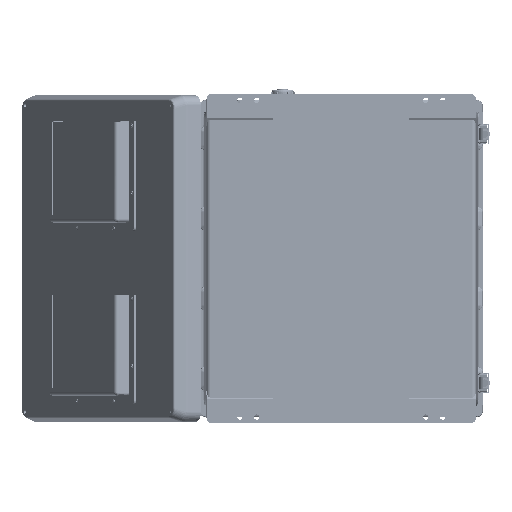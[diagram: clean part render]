
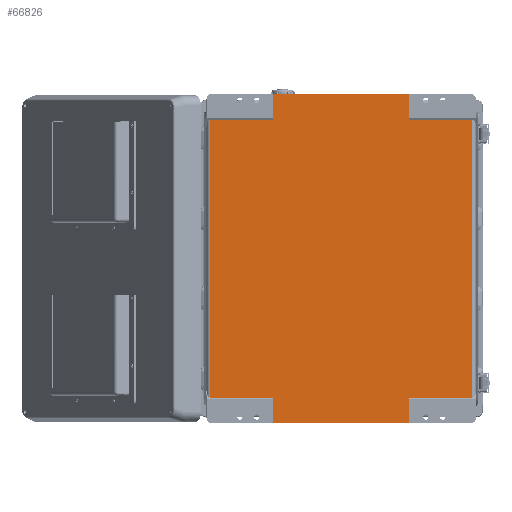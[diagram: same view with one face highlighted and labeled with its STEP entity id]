
A CAD part, front view. The second image highlights one B-rep face of the part: STEP entity #66826.
In plain terms, the highlighted planar face has unit normal (0, -1, 0).
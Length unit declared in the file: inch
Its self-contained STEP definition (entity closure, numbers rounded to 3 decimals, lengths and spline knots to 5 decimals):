
#5 = ORIENTED_EDGE ( 'NONE', *, *, #57294, .F. ) ;
#18010 = VERTEX_POINT ( 'NONE', #248624 ) ;
#19298 = VECTOR ( 'NONE', #241345, 39.37008 ) ;
#27736 = EDGE_CURVE ( 'NONE', #199812, #76591, #86993, .T. ) ;
#32199 = ORIENTED_EDGE ( 'NONE', *, *, #170591, .T. ) ;
#35896 = LINE ( 'NONE', #235534, #44879 ) ;
#39149 = DIRECTION ( 'NONE',  ( 0., 0., 1. ) ) ;
#39345 = VERTEX_POINT ( 'NONE', #184438 ) ;
#41009 = LINE ( 'NONE', #95853, #113516 ) ;
#41496 = ORIENTED_EDGE ( 'NONE', *, *, #233441, .F. ) ;
#44879 = VECTOR ( 'NONE', #197404, 39.37008 ) ;
#45711 = CARTESIAN_POINT ( 'NONE',  ( 7.73754, 0.05906, -1.51961 ) ) ;
#49918 = VERTEX_POINT ( 'NONE', #248446 ) ;
#51598 = ORIENTED_EDGE ( 'NONE', *, *, #64095, .T. ) ;
#52813 = CARTESIAN_POINT ( 'NONE',  ( -4.03163, 0.05906, -1.51961 ) ) ;
#54551 = ORIENTED_EDGE ( 'NONE', *, *, #86065, .T. ) ;
#55412 = CARTESIAN_POINT ( 'NONE',  ( -8.11811, 0.05906, -1.51961 ) ) ;
#57294 = EDGE_CURVE ( 'NONE', #76591, #39345, #161657, .T. ) ;
#60967 = CARTESIAN_POINT ( 'NONE',  ( 7.73754, 0.05906, -17.96858 ) ) ;
#64095 = EDGE_CURVE ( 'NONE', #64926, #113776, #163191, .T. ) ;
#64926 = VERTEX_POINT ( 'NONE', #75847 ) ;
#65231 = DIRECTION ( 'NONE',  ( -1., 0., 0. ) ) ;
#66826 = ADVANCED_FACE ( 'NONE', ( #219726 ), #210381, .F. ) ;
#67885 = ORIENTED_EDGE ( 'NONE', *, *, #92966, .F. ) ;
#68152 = LINE ( 'NONE', #151434, #113482 ) ;
#74069 = VECTOR ( 'NONE', #172413, 39.37008 ) ;
#74811 = CARTESIAN_POINT ( 'NONE',  ( 4.03163, 0.05906, -20.34606 ) ) ;
#75847 = CARTESIAN_POINT ( 'NONE',  ( -7.73754, 0.05906, -17.96858 ) ) ;
#75912 = CARTESIAN_POINT ( 'NONE',  ( 8.11811, 0.05906, -1.51961 ) ) ;
#76591 = VERTEX_POINT ( 'NONE', #238349 ) ;
#76741 = DIRECTION ( 'NONE',  ( 0., 1., 0. ) ) ;
#80674 = CARTESIAN_POINT ( 'NONE',  ( 8.11811, 0.05906, 0. ) ) ;
#82811 = ORIENTED_EDGE ( 'NONE', *, *, #229226, .T. ) ;
#86065 = EDGE_CURVE ( 'NONE', #113776, #39345, #195499, .T. ) ;
#86825 = VERTEX_POINT ( 'NONE', #60967 ) ;
#86993 = LINE ( 'NONE', #74811, #210927 ) ;
#89001 = VERTEX_POINT ( 'NONE', #52813 ) ;
#89819 = EDGE_CURVE ( 'NONE', #64926, #136681, #221920, .T. ) ;
#92966 = EDGE_CURVE ( 'NONE', #89001, #18010, #35896, .T. ) ;
#95853 = CARTESIAN_POINT ( 'NONE',  ( 4.03163, 0.05906, 0.85787 ) ) ;
#97174 = VECTOR ( 'NONE', #224493, 39.37008 ) ;
#98540 = VECTOR ( 'NONE', #210098, 39.37008 ) ;
#110340 = DIRECTION ( 'NONE',  ( 0., 0., -1. ) ) ;
#113482 = VECTOR ( 'NONE', #249591, 39.37008 ) ;
#113516 = VECTOR ( 'NONE', #39149, 39.37008 ) ;
#113776 = VERTEX_POINT ( 'NONE', #129232 ) ;
#118964 = EDGE_CURVE ( 'NONE', #156458, #49918, #148571, .T. ) ;
#129232 = CARTESIAN_POINT ( 'NONE',  ( -4.03163, 0.05906, -17.96858 ) ) ;
#129719 = CARTESIAN_POINT ( 'NONE',  ( -4.03163, 0.05906, -20.34606 ) ) ;
#129879 = VECTOR ( 'NONE', #190175, 39.37008 ) ;
#136681 = VERTEX_POINT ( 'NONE', #237672 ) ;
#141324 = VECTOR ( 'NONE', #65231, 39.37008 ) ;
#142119 = CARTESIAN_POINT ( 'NONE',  ( 8.11811, 0.05906, -17.96858 ) ) ;
#146012 = EDGE_LOOP ( 'NONE', ( #160135, #51598, #54551, #5, #220255, #41496, #199975, #234673, #82811, #32199, #67885, #152183 ) ) ;
#148571 = LINE ( 'NONE', #207494, #97174 ) ;
#151434 = CARTESIAN_POINT ( 'NONE',  ( 7.73754, 0.05906, -1.51961 ) ) ;
#152031 = DIRECTION ( 'NONE',  ( 0., 0., 1. ) ) ;
#152183 = ORIENTED_EDGE ( 'NONE', *, *, #183998, .F. ) ;
#156458 = VERTEX_POINT ( 'NONE', #45711 ) ;
#160135 = ORIENTED_EDGE ( 'NONE', *, *, #89819, .F. ) ;
#161657 = LINE ( 'NONE', #231636, #74069 ) ;
#161834 = CARTESIAN_POINT ( 'NONE',  ( -7.73754, 0.05906, -1.51961 ) ) ;
#163191 = LINE ( 'NONE', #209654, #129879 ) ;
#167487 = AXIS2_PLACEMENT_3D ( 'NONE', #75912, #76741, #152031 ) ;
#170591 = EDGE_CURVE ( 'NONE', #190791, #18010, #197688, .T. ) ;
#172413 = DIRECTION ( 'NONE',  ( -1., 0., 0. ) ) ;
#183998 = EDGE_CURVE ( 'NONE', #136681, #89001, #225728, .T. ) ;
#184438 = CARTESIAN_POINT ( 'NONE',  ( -4.03163, 0.05906, -19.48819 ) ) ;
#186530 = VECTOR ( 'NONE', #110340, 39.37008 ) ;
#190175 = DIRECTION ( 'NONE',  ( 1., 0., 0. ) ) ;
#190791 = VERTEX_POINT ( 'NONE', #213096 ) ;
#195499 = LINE ( 'NONE', #129719, #186530 ) ;
#197404 = DIRECTION ( 'NONE',  ( 0., 0., 1. ) ) ;
#197688 = LINE ( 'NONE', #80674, #212967 ) ;
#199812 = VERTEX_POINT ( 'NONE', #220071 ) ;
#199975 = ORIENTED_EDGE ( 'NONE', *, *, #243267, .T. ) ;
#207494 = CARTESIAN_POINT ( 'NONE',  ( 8.11811, 0.05906, -1.51961 ) ) ;
#208419 = DIRECTION ( 'NONE',  ( 0., 0., -1. ) ) ;
#209654 = CARTESIAN_POINT ( 'NONE',  ( -8.11811, 0.05906, -17.96858 ) ) ;
#210098 = DIRECTION ( 'NONE',  ( 1., 0., 0. ) ) ;
#210381 = PLANE ( 'NONE',  #167487 ) ;
#210927 = VECTOR ( 'NONE', #208419, 39.37008 ) ;
#212967 = VECTOR ( 'NONE', #215941, 39.37008 ) ;
#213096 = CARTESIAN_POINT ( 'NONE',  ( 4.03163, 0.05906, 0. ) ) ;
#215941 = DIRECTION ( 'NONE',  ( -1., 0., 0. ) ) ;
#219726 = FACE_OUTER_BOUND ( 'NONE', #146012, .T. ) ;
#220071 = CARTESIAN_POINT ( 'NONE',  ( 4.03163, 0.05906, -17.96858 ) ) ;
#220255 = ORIENTED_EDGE ( 'NONE', *, *, #27736, .F. ) ;
#221920 = LINE ( 'NONE', #161834, #19298 ) ;
#224493 = DIRECTION ( 'NONE',  ( -1., 0., 0. ) ) ;
#225728 = LINE ( 'NONE', #55412, #98540 ) ;
#229226 = EDGE_CURVE ( 'NONE', #49918, #190791, #41009, .T. ) ;
#231636 = CARTESIAN_POINT ( 'NONE',  ( 8.11811, 0.05906, -19.48819 ) ) ;
#233441 = EDGE_CURVE ( 'NONE', #86825, #199812, #250369, .T. ) ;
#234673 = ORIENTED_EDGE ( 'NONE', *, *, #118964, .T. ) ;
#235534 = CARTESIAN_POINT ( 'NONE',  ( -4.03163, 0.05906, 0.85787 ) ) ;
#237672 = CARTESIAN_POINT ( 'NONE',  ( -7.73754, 0.05906, -1.51961 ) ) ;
#238349 = CARTESIAN_POINT ( 'NONE',  ( 4.03163, 0.05906, -19.48819 ) ) ;
#241345 = DIRECTION ( 'NONE',  ( 0., 0., 1. ) ) ;
#243267 = EDGE_CURVE ( 'NONE', #86825, #156458, #68152, .T. ) ;
#248446 = CARTESIAN_POINT ( 'NONE',  ( 4.03163, 0.05906, -1.51961 ) ) ;
#248624 = CARTESIAN_POINT ( 'NONE',  ( -4.03163, 0.05906, 0. ) ) ;
#249591 = DIRECTION ( 'NONE',  ( 0., 0., 1. ) ) ;
#250369 = LINE ( 'NONE', #142119, #141324 ) ;
